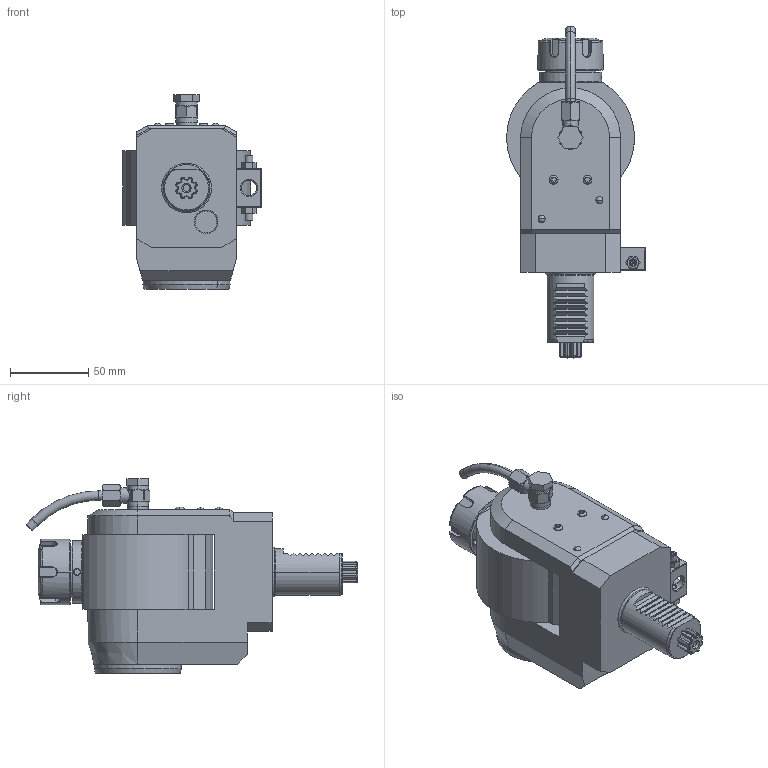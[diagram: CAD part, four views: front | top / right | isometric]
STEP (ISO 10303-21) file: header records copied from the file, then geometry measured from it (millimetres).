
FILE_DESCRIPTION((''),'2;1');
FILE_NAME('NGT1_30_511_25_2','2019-08-09T',('vali'),('NOVA GRUP'),'PRO/ENGINEER BY PARAMETRIC TECHNOLOGY CORPORATION, 2010280','PRO/ENGINEER BY PARAMETRIC TECHNOLOGY CORPORATION, 2010280','');
FILE_SCHEMA(('CONFIG_CONTROL_DESIGN'));
Length unit declared in the file: millimetre
Products named in the file (1): NGT1_30_511_25_2
Bounding box: 89 x 212.67 x 124.9 mm (x, y, z)
Volume: 790888.3 mm3; surface area: 73578.9 mm2
Topology: 1 solids, 2 shells, 591 faces, 1479 edges, 910 vertices
Faces by surface type: plane 232, cylinder 170, bspline 78, cone 71, torus 36, sphere 4
Entity records: 26913 total; most frequent: CARTESIAN_POINT 13706, ORIENTED_EDGE 2926, DIRECTION 2420, EDGE_CURVE 1463, VERTEX_POINT 910, AXIS2_PLACEMENT_3D 873, VECTOR 674, LINE 674
